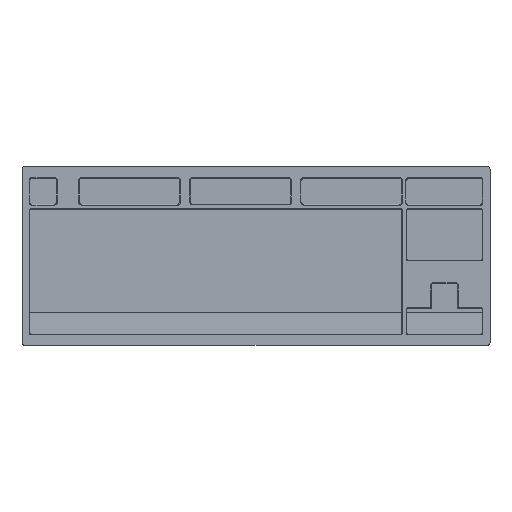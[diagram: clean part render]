
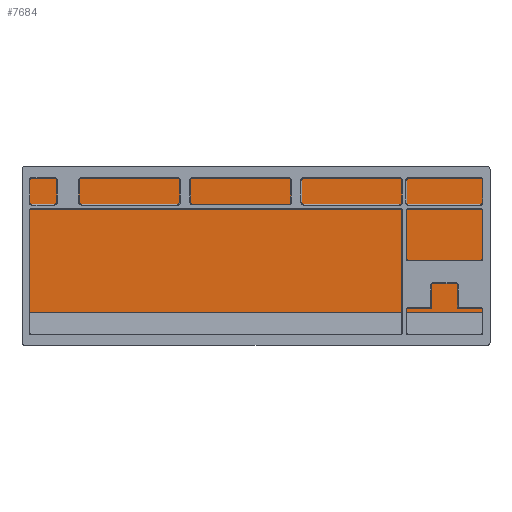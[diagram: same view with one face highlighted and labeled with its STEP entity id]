
A CAD part, top view. The second image highlights one B-rep face of the part: STEP entity #7684.
In plain terms, the highlighted planar face has unit normal (0, 0, 1).
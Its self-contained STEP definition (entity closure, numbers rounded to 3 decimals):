
#225=PLANE('',#8561);
#589=FACE_OUTER_BOUND('',#1053,.T.);
#1053=EDGE_LOOP('',(#6593,#6594,#6595,#6596,#6597,#6598));
#1621=LINE('',#12874,#2279);
#1688=LINE('',#13135,#2346);
#1690=LINE('',#13140,#2348);
#1691=LINE('',#13144,#2349);
#2279=VECTOR('',#10509,10.);
#2346=VECTOR('',#10724,10.);
#2348=VECTOR('',#10730,10.);
#2349=VECTOR('',#10735,10.);
#2836=CIRCLE('',#8482,2.5);
#2902=CIRCLE('',#8562,2.5);
#3460=VERTEX_POINT('',#12821);
#3461=VERTEX_POINT('',#12822);
#3485=VERTEX_POINT('',#12872);
#3604=VERTEX_POINT('',#13132);
#3605=VERTEX_POINT('',#13134);
#3607=VERTEX_POINT('',#13142);
#4483=EDGE_CURVE('',#3460,#3461,#2836,.T.);
#4509=EDGE_CURVE('',#3485,#3461,#1621,.T.);
#4643=EDGE_CURVE('',#3605,#3604,#1688,.T.);
#4646=EDGE_CURVE('',#3460,#3604,#1690,.T.);
#4647=EDGE_CURVE('',#3485,#3607,#2902,.T.);
#4648=EDGE_CURVE('',#3605,#3607,#1691,.T.);
#6593=ORIENTED_EDGE('',*,*,#4483,.T.);
#6594=ORIENTED_EDGE('',*,*,#4509,.F.);
#6595=ORIENTED_EDGE('',*,*,#4647,.T.);
#6596=ORIENTED_EDGE('',*,*,#4648,.F.);
#6597=ORIENTED_EDGE('',*,*,#4643,.T.);
#6598=ORIENTED_EDGE('',*,*,#4646,.F.);
#7684=ADVANCED_FACE('',(#589),#225,.F.);
#8482=AXIS2_PLACEMENT_3D('',#12823,#10479,#10480);
#8561=AXIS2_PLACEMENT_3D('',#13141,#10731,#10732);
#8562=AXIS2_PLACEMENT_3D('',#13143,#10733,#10734);
#10479=DIRECTION('center_axis',(0.,0.,
1.));
#10480=DIRECTION('ref_axis',(0.707,0.707,0.));
#10509=DIRECTION('',(1.,0.,0.));
#10724=DIRECTION('',(1.,0.,0.));
#10730=DIRECTION('',(0.,-1.,0.));
#10731=DIRECTION('center_axis',(0.,0.,
-1.));
#10732=DIRECTION('ref_axis',(1.,0.,0.));
#10733=DIRECTION('center_axis',(0.,0.,
1.));
#10734=DIRECTION('ref_axis',(-0.707,0.707,0.));
#10735=DIRECTION('',(0.,1.,0.));
#12821=CARTESIAN_POINT('',(308.768,70.913,-3.2));
#12822=CARTESIAN_POINT('',(306.268,73.413,-3.2));
#12823=CARTESIAN_POINT('Origin',(306.268,70.913,-3.2));
#12872=CARTESIAN_POINT('',(-43.937,73.413,-3.2));
#12874=CARTESIAN_POINT('',(217.629,73.413,-3.2));
#13132=CARTESIAN_POINT('',(308.774,-31.648,-3.2));
#13134=CARTESIAN_POINT('',(-46.437,-31.648,-3.2));
#13135=CARTESIAN_POINT('',(128.457,-31.648,-3.2));
#13140=CARTESIAN_POINT('',(308.772,15.667,-3.2));
#13141=CARTESIAN_POINT('Origin',(213.317,12.467,-3.2));
#13142=CARTESIAN_POINT('',(-46.437,70.913,-3.2));
#13143=CARTESIAN_POINT('Origin',(-43.937,70.913,-3.2));
#13144=CARTESIAN_POINT('',(-46.437,29.505,-3.2));
